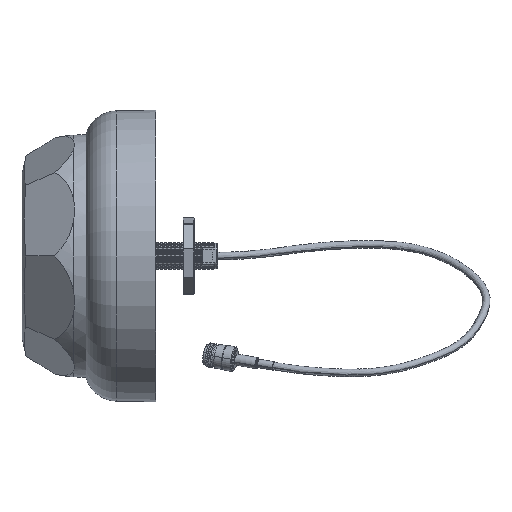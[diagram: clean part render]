
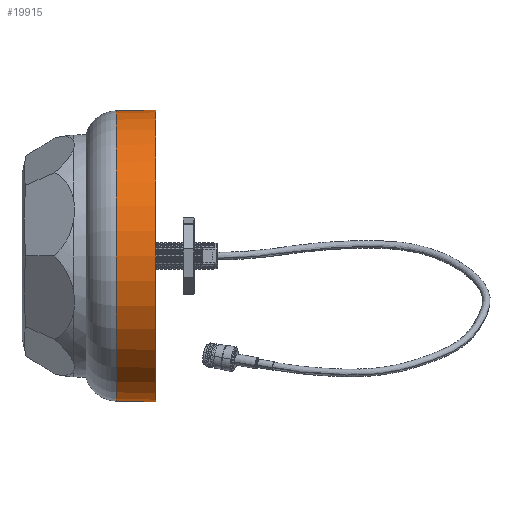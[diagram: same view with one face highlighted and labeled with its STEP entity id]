
A CAD part, left-side view. The second image highlights one B-rep face of the part: STEP entity #19915.
In plain terms, the highlighted conical face has half-angle 1 degrees and reference radius 93.662 mm.
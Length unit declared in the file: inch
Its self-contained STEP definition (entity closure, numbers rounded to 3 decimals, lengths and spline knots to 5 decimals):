
#1166 = DIRECTION ( 'NONE',  ( 0., 0., -1. ) ) ;
#2046 = AXIS2_PLACEMENT_3D ( 'NONE', #21129, #5963, #23654 ) ;
#2829 = DIRECTION ( 'NONE',  ( 0., -1., 0.017 ) ) ;
#4873 = VECTOR ( 'NONE', #2829, 39.37008 ) ;
#5769 = VERTEX_POINT ( 'NONE', #18164 ) ;
#5963 = DIRECTION ( 'NONE',  ( 0., -1., 0. ) ) ;
#6918 = DIRECTION ( 'NONE',  ( 0., 0., -1. ) ) ;
#8210 = VECTOR ( 'NONE', #28304, 39.37008 ) ;
#8639 = VERTEX_POINT ( 'NONE', #23567 ) ;
#9339 = DIRECTION ( 'NONE',  ( 0., -1., 0. ) ) ;
#9460 = CARTESIAN_POINT ( 'NONE',  ( 0., 0., -3.6875 ) ) ;
#9490 = EDGE_CURVE ( 'NONE', #5769, #15540, #27076, .T. ) ;
#10830 = CARTESIAN_POINT ( 'NONE',  ( 0., 1., -3.67004 ) ) ;
#12117 = ORIENTED_EDGE ( 'NONE', *, *, #14382, .F. ) ;
#12153 = EDGE_CURVE ( 'NONE', #13438, #15540, #14143, .T. ) ;
#12859 = FACE_OUTER_BOUND ( 'NONE', #32799, .T. ) ;
#13438 = VERTEX_POINT ( 'NONE', #10830 ) ;
#14024 = CONICAL_SURFACE ( 'NONE', #14955, 3.6875, 0.017 ) ;
#14143 = LINE ( 'NONE', #23178, #8210 ) ;
#14382 = EDGE_CURVE ( 'NONE', #8639, #5769, #18290, .T. ) ;
#14955 = AXIS2_PLACEMENT_3D ( 'NONE', #27063, #9339, #6918 ) ;
#15540 = VERTEX_POINT ( 'NONE', #9460 ) ;
#16289 = DIRECTION ( 'NONE',  ( 0., -1., 0. ) ) ;
#17832 = ORIENTED_EDGE ( 'NONE', *, *, #9490, .F. ) ;
#18164 = CARTESIAN_POINT ( 'NONE',  ( 0., 0., 3.6875 ) ) ;
#18290 = LINE ( 'NONE', #28064, #4873 ) ;
#19915 = ADVANCED_FACE ( 'NONE', ( #12859 ), #14024, .T. ) ;
#21129 = CARTESIAN_POINT ( 'NONE',  ( 0., 1., 0. ) ) ;
#21269 = CIRCLE ( 'NONE', #2046, 3.67004 ) ;
#21672 = ORIENTED_EDGE ( 'NONE', *, *, #28998, .T. ) ;
#23178 = CARTESIAN_POINT ( 'NONE',  ( 0., 0., -3.6875 ) ) ;
#23567 = CARTESIAN_POINT ( 'NONE',  ( 0., 1., 3.67004 ) ) ;
#23654 = DIRECTION ( 'NONE',  ( 0., 0., -1. ) ) ;
#24094 = AXIS2_PLACEMENT_3D ( 'NONE', #31440, #16289, #1166 ) ;
#27063 = CARTESIAN_POINT ( 'NONE',  ( 0., 0., 0. ) ) ;
#27076 = CIRCLE ( 'NONE', #24094, 3.6875 ) ;
#27179 = ORIENTED_EDGE ( 'NONE', *, *, #12153, .T. ) ;
#28064 = CARTESIAN_POINT ( 'NONE',  ( 0., 0., 3.6875 ) ) ;
#28304 = DIRECTION ( 'NONE',  ( 0., -1., -0.017 ) ) ;
#28998 = EDGE_CURVE ( 'NONE', #8639, #13438, #21269, .T. ) ;
#31440 = CARTESIAN_POINT ( 'NONE',  ( 0., 0., 0. ) ) ;
#32799 = EDGE_LOOP ( 'NONE', ( #12117, #21672, #27179, #17832 ) ) ;
